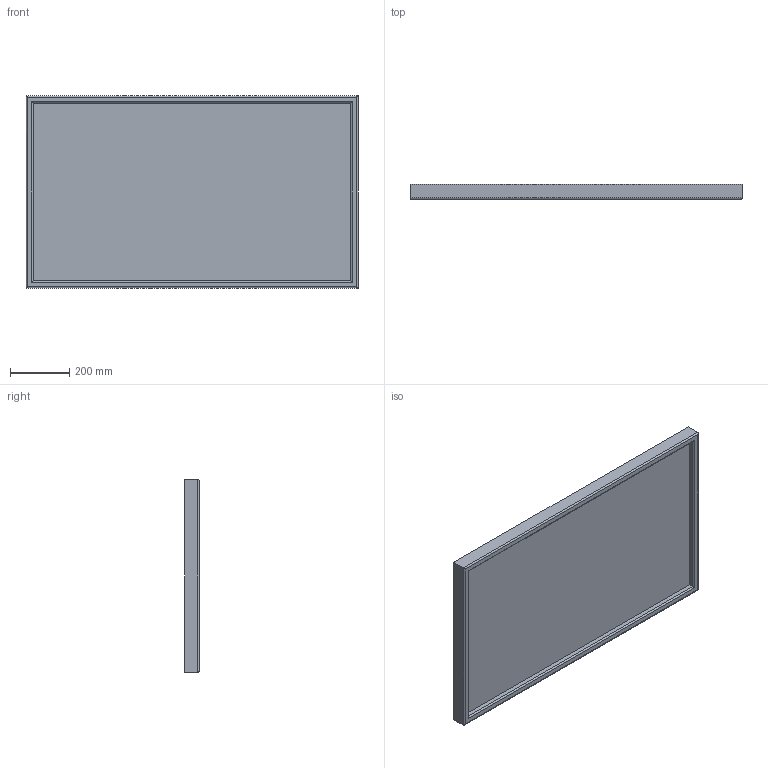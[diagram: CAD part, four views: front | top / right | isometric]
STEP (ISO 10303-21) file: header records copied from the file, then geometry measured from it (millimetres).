
FILE_DESCRIPTION(('FreeCAD Model'),'2;1');
FILE_NAME( 'TV_50inches.step', '2019-11-16T09:13:20',('Author'),(''), 'Open CASCADE STEP processor 7.3','FreeCAD','Unknown');
FILE_SCHEMA(('AUTOMOTIVE_DESIGN { 1 0 10303 214 1 1 1 1 }'));
Length unit declared in the file: millimetre
Products named in the file (1): TV_50inches
Bounding box: 1120 x 50 x 650 mm (x, y, z)
Volume: 23523088.5 mm3; surface area: 1685035.4 mm2
Topology: 1 solids, 1 shells, 19 faces, 40 edges, 24 vertices
Faces by surface type: plane 11, cylinder 8
Entity records: 1163 total; most frequent: CARTESIAN_POINT 355, DIRECTION 134, ORIENTED_EDGE 80, LINE 80, VECTOR 80, PCURVE 80, DEFINITIONAL_REPRESENTATION 80, EDGE_CURVE 40
